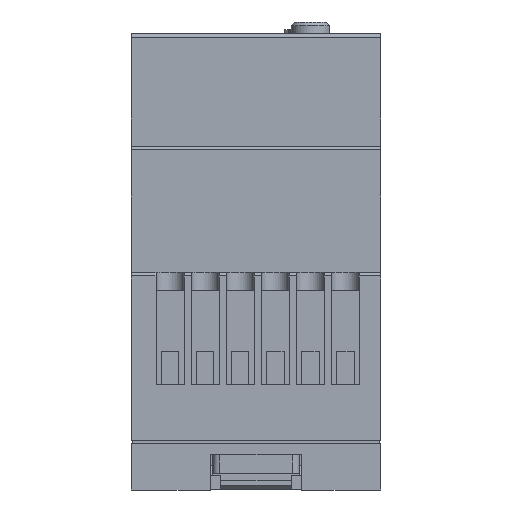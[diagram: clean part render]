
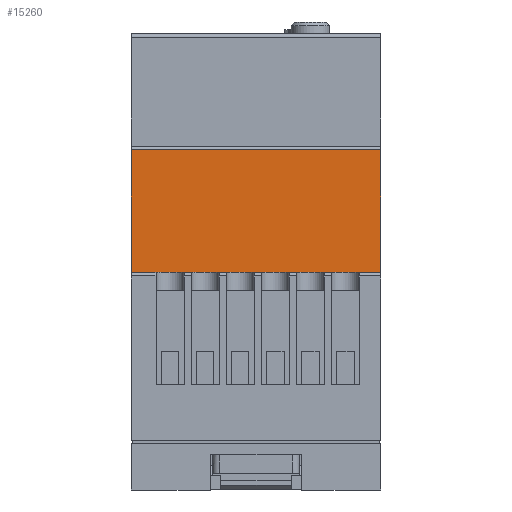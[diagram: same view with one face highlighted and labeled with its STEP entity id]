
A CAD part, front view. The second image highlights one B-rep face of the part: STEP entity #15260.
In plain terms, the highlighted planar face has unit normal (0, -1, 0).
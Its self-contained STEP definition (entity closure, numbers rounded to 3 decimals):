
#102 = VERTEX_POINT ( 'NONE', #8366 ) ;
#353 = EDGE_CURVE ( 'NONE', #102, #10969, #15163, .T. ) ;
#409 = DIRECTION ( 'NONE',  ( 0., 1., 0. ) ) ;
#770 = LINE ( 'NONE', #10828, #9442 ) ;
#1442 = CARTESIAN_POINT ( 'NONE',  ( 35.5, -79., 31. ) ) ;
#1505 = EDGE_CURVE ( 'NONE', #10969, #10194, #7220, .T. ) ;
#1658 = CARTESIAN_POINT ( 'NONE',  ( 35.5, -79., 31. ) ) ;
#2216 = ORIENTED_EDGE ( 'NONE', *, *, #353, .F. ) ;
#2480 = DIRECTION ( 'NONE',  ( -1., 0., 0. ) ) ;
#3167 = ORIENTED_EDGE ( 'NONE', *, *, #15375, .T. ) ;
#3293 = CARTESIAN_POINT ( 'NONE',  ( 35.5, -79., 31. ) ) ;
#3732 = AXIS2_PLACEMENT_3D ( 'NONE', #1658, #409, #13226 ) ;
#4596 = VERTEX_POINT ( 'NONE', #11056 ) ;
#4948 = CARTESIAN_POINT ( 'NONE',  ( 0., -79., 31. ) ) ;
#5035 = DIRECTION ( 'NONE',  ( -1., 0., 0. ) ) ;
#6108 = FACE_OUTER_BOUND ( 'NONE', #14965, .T. ) ;
#6936 = EDGE_CURVE ( 'NONE', #102, #4596, #770, .T. ) ;
#7215 = VECTOR ( 'NONE', #14476, 1000. ) ;
#7220 = LINE ( 'NONE', #1442, #11551 ) ;
#7592 = LINE ( 'NONE', #4948, #7215 ) ;
#8053 = DIRECTION ( 'NONE',  ( 0., 0., -1. ) ) ;
#8366 = CARTESIAN_POINT ( 'NONE',  ( 35.5, -79., 48.5 ) ) ;
#8458 = PLANE ( 'NONE',  #3732 ) ;
#9148 = VECTOR ( 'NONE', #8053, 1000. ) ;
#9442 = VECTOR ( 'NONE', #2480, 1000. ) ;
#10194 = VERTEX_POINT ( 'NONE', #11987 ) ;
#10828 = CARTESIAN_POINT ( 'NONE',  ( 35.5, -79., 48.5 ) ) ;
#10969 = VERTEX_POINT ( 'NONE', #13171 ) ;
#11056 = CARTESIAN_POINT ( 'NONE',  ( 0., -79., 48.5 ) ) ;
#11551 = VECTOR ( 'NONE', #5035, 1000. ) ;
#11987 = CARTESIAN_POINT ( 'NONE',  ( 0., -79., 31. ) ) ;
#12978 = ORIENTED_EDGE ( 'NONE', *, *, #6936, .T. ) ;
#13171 = CARTESIAN_POINT ( 'NONE',  ( 35.5, -79., 31. ) ) ;
#13190 = ORIENTED_EDGE ( 'NONE', *, *, #1505, .F. ) ;
#13226 = DIRECTION ( 'NONE',  ( 0., 0., 1. ) ) ;
#14476 = DIRECTION ( 'NONE',  ( 0., 0., -1. ) ) ;
#14965 = EDGE_LOOP ( 'NONE', ( #2216, #12978, #3167, #13190 ) ) ;
#15163 = LINE ( 'NONE', #3293, #9148 ) ;
#15260 = ADVANCED_FACE ( 'NONE', ( #6108 ), #8458, .F. ) ;
#15375 = EDGE_CURVE ( 'NONE', #4596, #10194, #7592, .T. ) ;
